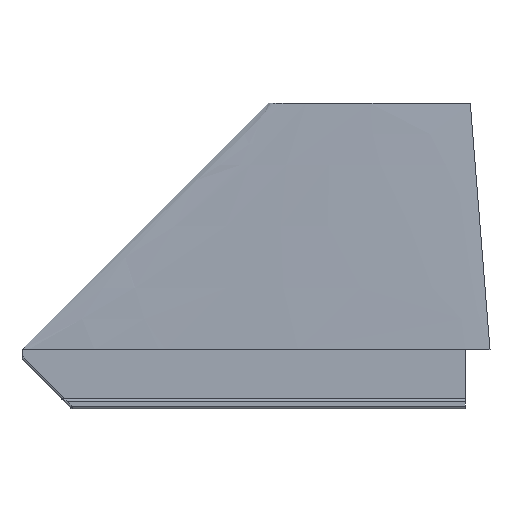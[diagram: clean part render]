
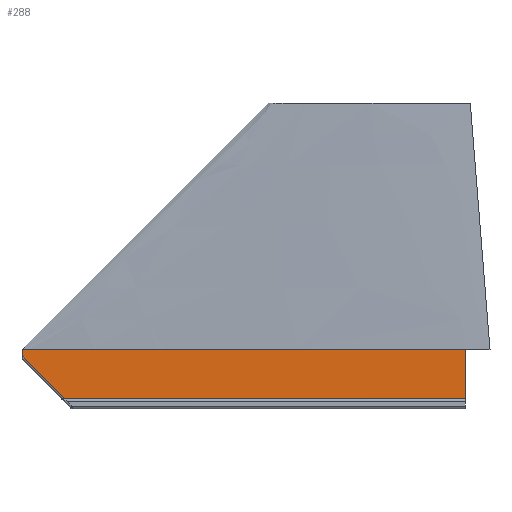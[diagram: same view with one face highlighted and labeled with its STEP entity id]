
A CAD part, front view. The second image highlights one B-rep face of the part: STEP entity #288.
In plain terms, the highlighted planar face has unit normal (0, -1, 0).
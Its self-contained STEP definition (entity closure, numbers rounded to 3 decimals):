
#64 = VERTEX_POINT('',#65);
#65 = CARTESIAN_POINT('',(90.,-1.5,-10.));
#155 = VERTEX_POINT('',#156);
#156 = CARTESIAN_POINT('',(90.,-1.5,0.));
#162 = EDGE_CURVE('',#64,#155,#163,.T.);
#163 = LINE('',#164,#165);
#164 = CARTESIAN_POINT('',(90.,-1.5,-12.));
#165 = VECTOR('',#166,1.);
#166 = DIRECTION('',(0.,0.,1.));
#268 = VERTEX_POINT('',#269);
#269 = CARTESIAN_POINT('',(8.707,-1.5,-10.));
#276 = EDGE_CURVE('',#64,#268,#277,.T.);
#277 = LINE('',#278,#279);
#278 = CARTESIAN_POINT('',(90.,-1.5,-10.));
#279 = VECTOR('',#280,1.);
#280 = DIRECTION('',(-1.,-0.,-0.));
#288 = ADVANCED_FACE('',(#289),#331,.F.);
#289 = FACE_BOUND('',#290,.F.);
#290 = EDGE_LOOP('',(#291,#292,#300,#308,#316,#324,#330));
#291 = ORIENTED_EDGE('',*,*,#276,.T.);
#292 = ORIENTED_EDGE('',*,*,#293,.F.);
#293 = EDGE_CURVE('',#294,#268,#296,.T.);
#294 = VERTEX_POINT('',#295);
#295 = CARTESIAN_POINT('',(-0.,-1.5,-1.293));
#296 = LINE('',#297,#298);
#297 = CARTESIAN_POINT('',(0.354,-1.5,-1.646));
#298 = VECTOR('',#299,1.);
#299 = DIRECTION('',(0.707,0.,-0.707));
#300 = ORIENTED_EDGE('',*,*,#301,.T.);
#301 = EDGE_CURVE('',#294,#302,#304,.T.);
#302 = VERTEX_POINT('',#303);
#303 = CARTESIAN_POINT('',(0.,-1.5,0.));
#304 = LINE('',#305,#306);
#305 = CARTESIAN_POINT('',(0.,-1.5,-12.));
#306 = VECTOR('',#307,1.);
#307 = DIRECTION('',(0.,0.,1.));
#308 = ORIENTED_EDGE('',*,*,#309,.T.);
#309 = EDGE_CURVE('',#302,#310,#312,.T.);
#310 = VERTEX_POINT('',#311);
#311 = CARTESIAN_POINT('',(27.87,-1.5,0.));
#312 = LINE('',#313,#314);
#313 = CARTESIAN_POINT('',(0.,-1.5,0.));
#314 = VECTOR('',#315,1.);
#315 = DIRECTION('',(1.,0.,0.));
#316 = ORIENTED_EDGE('',*,*,#317,.T.);
#317 = EDGE_CURVE('',#310,#318,#320,.T.);
#318 = VERTEX_POINT('',#319);
#319 = CARTESIAN_POINT('',(29.117,-1.5,0.));
#320 = LINE('',#321,#322);
#321 = CARTESIAN_POINT('',(0.,-1.5,0.));
#322 = VECTOR('',#323,1.);
#323 = DIRECTION('',(1.,0.,0.));
#324 = ORIENTED_EDGE('',*,*,#325,.T.);
#325 = EDGE_CURVE('',#318,#155,#326,.T.);
#326 = LINE('',#327,#328);
#327 = CARTESIAN_POINT('',(0.,-1.5,0.));
#328 = VECTOR('',#329,1.);
#329 = DIRECTION('',(1.,0.,0.));
#330 = ORIENTED_EDGE('',*,*,#162,.F.);
#331 = PLANE('',#332);
#332 = AXIS2_PLACEMENT_3D('',#333,#334,#335);
#333 = CARTESIAN_POINT('',(0.,-1.5,-12.));
#334 = DIRECTION('',(0.,1.,0.));
#335 = DIRECTION('',(0.,0.,1.));
